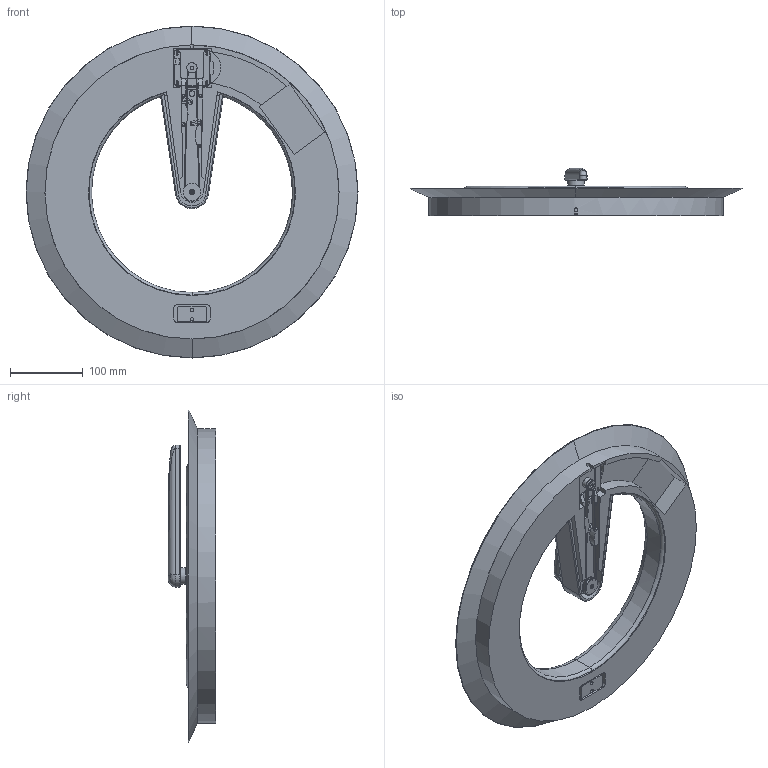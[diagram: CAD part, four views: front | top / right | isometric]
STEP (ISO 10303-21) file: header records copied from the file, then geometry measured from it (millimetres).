
FILE_DESCRIPTION(/* description */ (''),/* implementation_level */ '2;1');
FILE_NAME(/* name */ 'Concept 1.iam.step',/* time_stamp */ '2016-03-31T16:34:55-07:00',/* author */ ('tshum_000'),/* organization */ (''),/* preprocessor_version */ 'ST-DEVELOPER v16.1',/* originating_system */ 'Autodesk Inventor 2016',/* authorisation */ '');
FILE_SCHEMA (('AUTOMOTIVE_DESIGN { 1 0 10303 214 3 1 1 }'));
Length unit declared in the file: inch
Products named in the file (19): Mount; 60355K701; Stepper; Pinion; Belt; Spur; Half Bezel; Inner Ring; Inner Ring 2; Strut Cover; Stepper Bracket2; Shaft 2; Needle 2; Belt Tensioner; Belt Tensioner 2; NeedleSpacer; wedge; Hanger; Concept 1
Assembly tree (20 placements, depth 2):
  Concept 1
    Mount
    60355K701  x2
    Stepper
    Pinion
    Belt
    Spur
    Half Bezel  x2
    Inner Ring
    Inner Ring 2
    Strut Cover
    Stepper Bracket2
    Shaft 2
    Needle 2
    Belt Tensioner
    Belt Tensioner 2
    NeedleSpacer
    wedge
    Hanger
Bounding box: 457.2 x 65.57 x 457.2 mm (x, y, z)
Volume: 2839972.2 mm3; surface area: 611528.8 mm2
Topology: 42 solids, 42 shells, 575 faces, 1521 edges, 1020 vertices
Faces by surface type: plane 236, cylinder 229, bspline 55, torus 29, sphere 16, cone 10
Full cylindrical faces by diameter (mm): 1.651 x1, 2 x5, 2.01 x4, 2.413 x2, 2.794 x2, 4.5 x2, 5 x2, 6.248 x1, 6.35 x3, 6.604 x2, 8 x1, 8.5 x2, 10.155 x8, 10.338 x1, 12.07 x8, 13.868 x1, 14 x2, 14.097 x2, 14.605 x1, 15.875 x3, 19.406 x1, 21.59 x1, 22.86 x1, 24.003 x2, 405 x1
Entity records: 15423 total; most frequent: CARTESIAN_POINT 3629, DIRECTION 2525, ORIENTED_EDGE 2198, EDGE_CURVE 1099, AXIS2_PLACEMENT_3D 989, VERTEX_POINT 770, EDGE_LOOP 601, LINE 547
